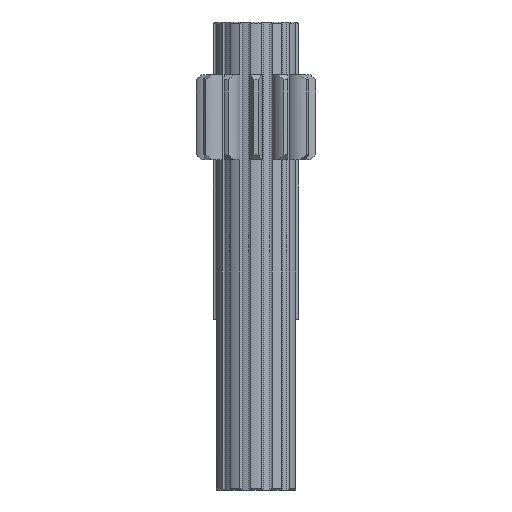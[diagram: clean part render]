
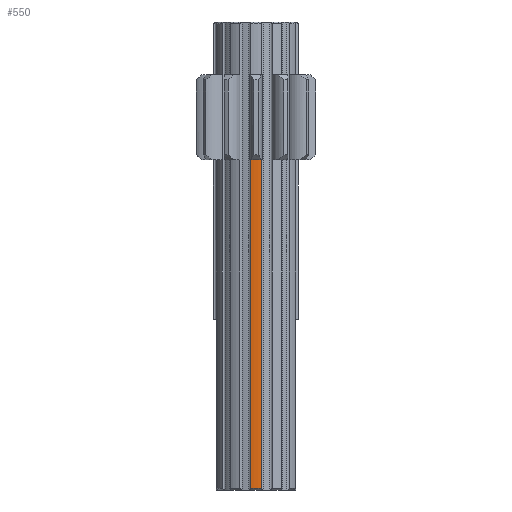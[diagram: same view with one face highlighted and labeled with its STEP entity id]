
A CAD part, front view. The second image highlights one B-rep face of the part: STEP entity #550.
In plain terms, the highlighted cylindrical face has radius 6.344 mm (diameter 12.687 mm), a partial arc.
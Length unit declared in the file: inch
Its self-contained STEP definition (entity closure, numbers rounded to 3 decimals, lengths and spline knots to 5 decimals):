
#550 = ADVANCED_FACE ( 'NONE', ( #2037 ), #2045, .T. ) ;
#591 = EDGE_CURVE ( 'NONE', #2752, #2488, #2082, .T. ) ;
#601 = VECTOR ( 'NONE', #608, 39.37008 ) ;
#606 = CARTESIAN_POINT ( 'NONE',  ( 0.03329, -0.24752, 1.375 ) ) ;
#608 = DIRECTION ( 'NONE',  ( 0., 0., -1. ) ) ;
#669 = LINE ( 'NONE', #606, #601 ) ;
#1227 = CARTESIAN_POINT ( 'NONE',  ( 0.03329, -0.24752, 1.94 ) ) ;
#1517 = EDGE_CURVE ( 'NONE', #4208, #2138, #669, .T. ) ;
#1762 = ORIENTED_EDGE ( 'NONE', *, *, #5272, .T. ) ;
#2037 = FACE_OUTER_BOUND ( 'NONE', #4249, .T. ) ;
#2045 = CYLINDRICAL_SURFACE ( 'NONE', #6770, 0.24975 ) ;
#2067 = DIRECTION ( 'NONE',  ( 0., 0., -1. ) ) ;
#2070 = DIRECTION ( 'NONE',  ( -1., 0., 0. ) ) ;
#2078 = CARTESIAN_POINT ( 'NONE',  ( 0., 0., 3.28853 ) ) ;
#2082 = LINE ( 'NONE', #2085, #6676 ) ;
#2085 = CARTESIAN_POINT ( 'NONE',  ( -0.03329, -0.24752, 1.375 ) ) ;
#2138 = VERTEX_POINT ( 'NONE', #3346 ) ;
#2214 = AXIS2_PLACEMENT_3D ( 'NONE', #4671, #4656, #4663 ) ;
#2304 = DIRECTION ( 'NONE',  ( 0., 0., 1. ) ) ;
#2488 = VERTEX_POINT ( 'NONE', #4206 ) ;
#2752 = VERTEX_POINT ( 'NONE', #2948 ) ;
#2948 = CARTESIAN_POINT ( 'NONE',  ( -0.03329, -0.24752, 0.01 ) ) ;
#3346 = CARTESIAN_POINT ( 'NONE',  ( 0.03329, -0.24752, 0.01 ) ) ;
#3709 = DIRECTION ( 'NONE',  ( 0., 0., -1. ) ) ;
#3710 = DIRECTION ( 'NONE',  ( 1., 0., 0. ) ) ;
#4206 = CARTESIAN_POINT ( 'NONE',  ( -0.03329, -0.24752, 1.94 ) ) ;
#4208 = VERTEX_POINT ( 'NONE', #1227 ) ;
#4249 = EDGE_LOOP ( 'NONE', ( #5019, #5149, #5110, #1762 ) ) ;
#4416 = CIRCLE ( 'NONE', #2214, 0.24975 ) ;
#4656 = DIRECTION ( 'NONE',  ( 0., 0., 1. ) ) ;
#4663 = DIRECTION ( 'NONE',  ( 1., 0., 0. ) ) ;
#4671 = CARTESIAN_POINT ( 'NONE',  ( 0., 0., 0.01 ) ) ;
#5019 = ORIENTED_EDGE ( 'NONE', *, *, #591, .F. ) ;
#5110 = ORIENTED_EDGE ( 'NONE', *, *, #1517, .F. ) ;
#5149 = ORIENTED_EDGE ( 'NONE', *, *, #5679, .T. ) ;
#5272 = EDGE_CURVE ( 'NONE', #4208, #2488, #5749, .T. ) ;
#5413 = CARTESIAN_POINT ( 'NONE',  ( 0., 0., 1.94 ) ) ;
#5679 = EDGE_CURVE ( 'NONE', #2752, #2138, #4416, .T. ) ;
#5749 = CIRCLE ( 'NONE', #6377, 0.24975 ) ;
#6377 = AXIS2_PLACEMENT_3D ( 'NONE', #5413, #3709, #3710 ) ;
#6676 = VECTOR ( 'NONE', #2304, 39.37008 ) ;
#6770 = AXIS2_PLACEMENT_3D ( 'NONE', #2078, #2067, #2070 ) ;
